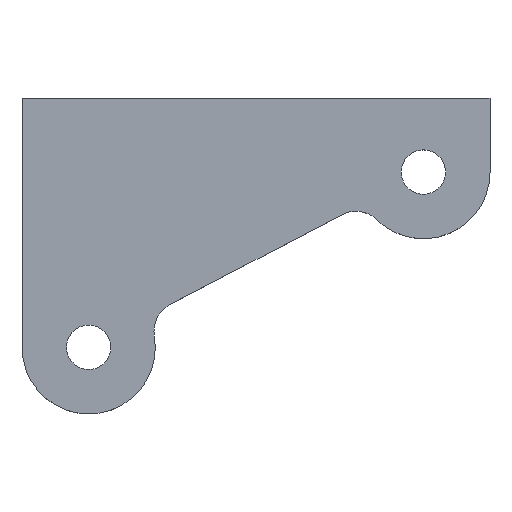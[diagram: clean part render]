
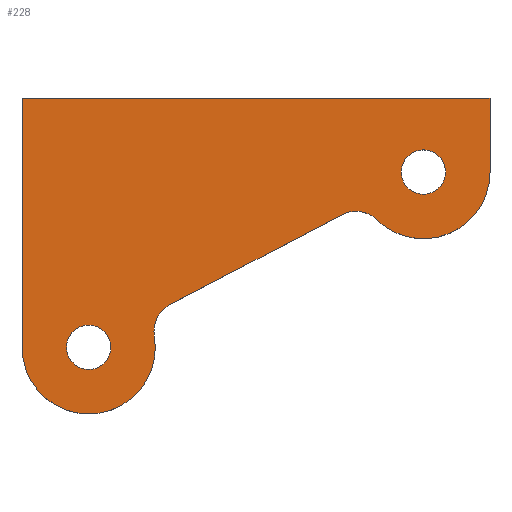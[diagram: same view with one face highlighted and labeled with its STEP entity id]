
A CAD part, top view. The second image highlights one B-rep face of the part: STEP entity #228.
In plain terms, the highlighted planar face has unit normal (0, 0, 1).
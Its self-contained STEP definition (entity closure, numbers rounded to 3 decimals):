
#17=FACE_BOUND('',#51,.T.);
#18=FACE_BOUND('',#52,.T.);
#24=PLANE('',#266);
#36=FACE_OUTER_BOUND('',#50,.T.);
#50=EDGE_LOOP('',(#201,#202,#203,#204,#205,#206,#207,#208));
#51=EDGE_LOOP('',(#209));
#52=EDGE_LOOP('',(#210));
#57=LINE('',#355,#75);
#60=LINE('',#361,#78);
#65=LINE('',#379,#83);
#70=LINE('',#395,#88);
#75=VECTOR('',#287,10.);
#78=VECTOR('',#292,10.);
#83=VECTOR('',#311,10.);
#88=VECTOR('',#330,10.);
#89=CIRCLE('',#244,3.);
#91=CIRCLE('',#247,3.);
#94=CIRCLE('',#253,9.);
#96=CIRCLE('',#256,4.);
#98=CIRCLE('',#260,4.);
#100=CIRCLE('',#263,9.);
#101=VERTEX_POINT('',#337);
#103=VERTEX_POINT('',#343);
#107=VERTEX_POINT('',#352);
#108=VERTEX_POINT('',#354);
#110=VERTEX_POINT('',#360);
#112=VERTEX_POINT('',#366);
#114=VERTEX_POINT('',#372);
#116=VERTEX_POINT('',#378);
#118=VERTEX_POINT('',#384);
#120=VERTEX_POINT('',#390);
#121=EDGE_CURVE('',#101,#101,#89,.T.);
#124=EDGE_CURVE('',#103,#103,#91,.T.);
#129=EDGE_CURVE('',#108,#107,#57,.T.);
#132=EDGE_CURVE('',#110,#108,#60,.T.);
#135=EDGE_CURVE('',#112,#110,#94,.T.);
#138=EDGE_CURVE('',#114,#112,#96,.T.);
#141=EDGE_CURVE('',#116,#114,#65,.T.);
#144=EDGE_CURVE('',#118,#116,#98,.T.);
#147=EDGE_CURVE('',#120,#118,#100,.T.);
#150=EDGE_CURVE('',#107,#120,#70,.T.);
#201=ORIENTED_EDGE('',*,*,#150,.T.);
#202=ORIENTED_EDGE('',*,*,#147,.T.);
#203=ORIENTED_EDGE('',*,*,#144,.T.);
#204=ORIENTED_EDGE('',*,*,#141,.T.);
#205=ORIENTED_EDGE('',*,*,#138,.T.);
#206=ORIENTED_EDGE('',*,*,#135,.T.);
#207=ORIENTED_EDGE('',*,*,#132,.T.);
#208=ORIENTED_EDGE('',*,*,#129,.T.);
#209=ORIENTED_EDGE('',*,*,#124,.T.);
#210=ORIENTED_EDGE('',*,*,#121,.T.);
#228=ADVANCED_FACE('',(#36,#17,#18),#24,.F.);
#244=AXIS2_PLACEMENT_3D('',#338,#271,#272);
#247=AXIS2_PLACEMENT_3D('',#344,#278,#279);
#253=AXIS2_PLACEMENT_3D('',#367,#298,#299);
#256=AXIS2_PLACEMENT_3D('',#373,#305,#306);
#260=AXIS2_PLACEMENT_3D('',#385,#317,#318);
#263=AXIS2_PLACEMENT_3D('',#391,#324,#325);
#266=AXIS2_PLACEMENT_3D('',#397,#333,#334);
#271=DIRECTION('center_axis',(0.,0.,-1.));
#272=DIRECTION('ref_axis',(1.,0.,0.));
#278=DIRECTION('center_axis',(0.,0.,-1.));
#279=DIRECTION('ref_axis',(1.,0.,0.));
#287=DIRECTION('',(-1.,0.,0.));
#292=DIRECTION('',(0.,1.,0.));
#298=DIRECTION('center_axis',(0.,0.,1.));
#299=DIRECTION('ref_axis',(1.,0.,0.));
#305=DIRECTION('center_axis',(0.,0.,-1.));
#306=DIRECTION('ref_axis',(-0.464,0.886,0.));
#311=DIRECTION('',(0.886,0.464,0.));
#317=DIRECTION('center_axis',(0.,0.,-1.));
#318=DIRECTION('ref_axis',(-0.986,-0.169,0.));
#324=DIRECTION('center_axis',(0.,0.,1.));
#325=DIRECTION('ref_axis',(0.986,0.169,0.));
#330=DIRECTION('',(0.,-1.,0.));
#333=DIRECTION('center_axis',(0.,0.,-1.));
#334=DIRECTION('ref_axis',(1.,0.,0.));
#337=CARTESIAN_POINT('',(-472.686,-146.147,-211.9));
#338=CARTESIAN_POINT('Origin',(-469.686,-146.147,-211.9));
#343=CARTESIAN_POINT('',(-427.5,-122.5,-211.9));
#344=CARTESIAN_POINT('Origin',(-424.5,-122.5,-211.9));
#352=CARTESIAN_POINT('',(-478.686,-112.5,-211.9));
#354=CARTESIAN_POINT('',(-415.5,-112.5,-211.9));
#355=CARTESIAN_POINT('',(-215.,-112.5,-211.9));
#360=CARTESIAN_POINT('',(-415.5,-122.5,-211.9));
#361=CARTESIAN_POINT('',(-415.5,-122.5,-211.9));
#366=CARTESIAN_POINT('',(-430.803,-128.924,-211.9));
#367=CARTESIAN_POINT('Origin',(-424.5,-122.5,-211.9));
#372=CARTESIAN_POINT('',(-435.459,-128.235,-211.9));
#373=CARTESIAN_POINT('Origin',(-433.605,-131.779,-211.9));
#378=CARTESIAN_POINT('',(-458.727,-140.412,-211.9));
#379=CARTESIAN_POINT('',(-432.474,-126.673,-211.9));
#384=CARTESIAN_POINT('',(-460.815,-144.63,-211.9));
#385=CARTESIAN_POINT('Origin',(-456.872,-143.956,-211.9));
#390=CARTESIAN_POINT('',(-478.686,-146.147,-211.9));
#391=CARTESIAN_POINT('Origin',(-469.686,-146.147,-211.9));
#395=CARTESIAN_POINT('',(-478.686,-146.147,-211.9));
#397=CARTESIAN_POINT('Origin',(-447.093,-133.824,-211.9));
